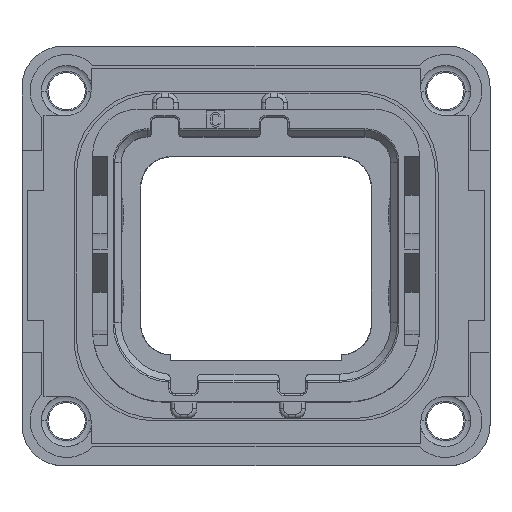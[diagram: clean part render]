
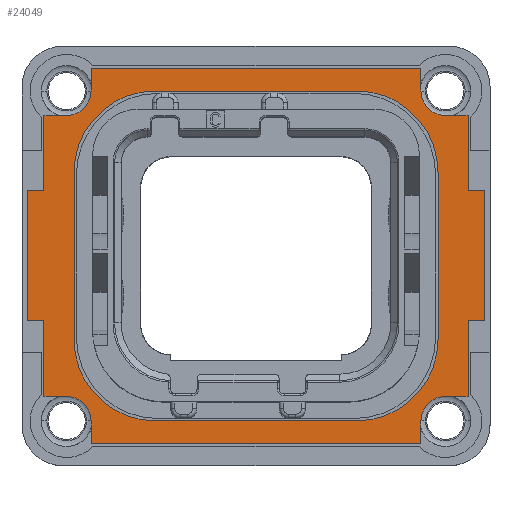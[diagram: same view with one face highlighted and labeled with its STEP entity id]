
A CAD part, top view. The second image highlights one B-rep face of the part: STEP entity #24049.
In plain terms, the highlighted planar face has unit normal (0, 0, 1).
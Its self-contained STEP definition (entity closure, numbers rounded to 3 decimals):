
#1115=DIRECTION('',(0.,-1.,0.));
#1116=VECTOR('',#1115,4.65);
#1117=CARTESIAN_POINT('',(-13.05,-4.,2.31));
#1118=LINE('',#1117,#1116);
#1119=DIRECTION('',(1.,0.,0.));
#1120=VECTOR('',#1119,1.);
#1121=CARTESIAN_POINT('',(-14.05,-4.,2.31));
#1122=LINE('',#1121,#1120);
#1123=DIRECTION('',(0.,-1.,0.));
#1124=VECTOR('',#1123,8.);
#1125=CARTESIAN_POINT('',(-14.05,4.,2.31));
#1126=LINE('',#1125,#1124);
#1127=DIRECTION('',(-1.,0.,0.));
#1128=VECTOR('',#1127,1.);
#1129=CARTESIAN_POINT('',(-13.05,4.,2.31));
#1130=LINE('',#1129,#1128);
#1131=DIRECTION('',(0.,-1.,0.));
#1132=VECTOR('',#1131,4.65);
#1133=CARTESIAN_POINT('',(-13.05,8.65,2.31));
#1134=LINE('',#1133,#1132);
#1135=DIRECTION('',(1.,0.,0.));
#1136=VECTOR('',#1135,1.4);
#1137=CARTESIAN_POINT('',(-13.05,8.65,2.31));
#1138=LINE('',#1137,#1136);
#1139=CARTESIAN_POINT('',(-11.65,10.15,2.31));
#1140=DIRECTION('',(0.,0.,1.));
#1141=DIRECTION('',(0.,-1.,0.));
#1142=AXIS2_PLACEMENT_3D('',#1139,#1140,#1141);
#1144=DIRECTION('',(0.,-1.,0.));
#1145=VECTOR('',#1144,1.4);
#1146=CARTESIAN_POINT('',(-10.15,11.55,2.31));
#1147=LINE('',#1146,#1145);
#1148=DIRECTION('',(-1.,0.,0.));
#1149=VECTOR('',#1148,20.3);
#1150=CARTESIAN_POINT('',(10.15,11.55,2.31));
#1151=LINE('',#1150,#1149);
#1152=DIRECTION('',(0.,-1.,0.));
#1153=VECTOR('',#1152,1.4);
#1154=CARTESIAN_POINT('',(10.15,11.55,2.31));
#1155=LINE('',#1154,#1153);
#1156=CARTESIAN_POINT('',(11.65,10.15,2.31));
#1157=DIRECTION('',(0.,0.,1.));
#1158=DIRECTION('',(-1.,0.,0.));
#1159=AXIS2_PLACEMENT_3D('',#1156,#1157,#1158);
#1161=DIRECTION('',(-1.,0.,0.));
#1162=VECTOR('',#1161,1.4);
#1163=CARTESIAN_POINT('',(13.05,8.65,2.31));
#1164=LINE('',#1163,#1162);
#1165=DIRECTION('',(0.,1.,0.));
#1166=VECTOR('',#1165,4.65);
#1167=CARTESIAN_POINT('',(13.05,4.,2.31));
#1168=LINE('',#1167,#1166);
#1169=DIRECTION('',(-1.,0.,0.));
#1170=VECTOR('',#1169,1.);
#1171=CARTESIAN_POINT('',(14.05,4.,2.31));
#1172=LINE('',#1171,#1170);
#1173=DIRECTION('',(0.,1.,0.));
#1174=VECTOR('',#1173,8.);
#1175=CARTESIAN_POINT('',(14.05,-4.,2.31));
#1176=LINE('',#1175,#1174);
#1177=DIRECTION('',(1.,0.,0.));
#1178=VECTOR('',#1177,1.);
#1179=CARTESIAN_POINT('',(13.05,-4.,2.31));
#1180=LINE('',#1179,#1178);
#1181=DIRECTION('',(0.,1.,0.));
#1182=VECTOR('',#1181,4.65);
#1183=CARTESIAN_POINT('',(13.05,-8.65,2.31));
#1184=LINE('',#1183,#1182);
#1185=DIRECTION('',(-1.,0.,0.));
#1186=VECTOR('',#1185,1.4);
#1187=CARTESIAN_POINT('',(13.05,-8.65,2.31));
#1188=LINE('',#1187,#1186);
#1189=CARTESIAN_POINT('',(11.65,-10.15,2.31));
#1190=DIRECTION('',(0.,0.,1.));
#1191=DIRECTION('',(0.,1.,0.));
#1192=AXIS2_PLACEMENT_3D('',#1189,#1190,#1191);
#1194=DIRECTION('',(0.,1.,0.));
#1195=VECTOR('',#1194,1.4);
#1196=CARTESIAN_POINT('',(10.15,-11.55,2.31));
#1197=LINE('',#1196,#1195);
#1198=DIRECTION('',(1.,0.,0.));
#1199=VECTOR('',#1198,20.3);
#1200=CARTESIAN_POINT('',(-10.15,-11.55,2.31));
#1201=LINE('',#1200,#1199);
#1202=DIRECTION('',(0.,1.,0.));
#1203=VECTOR('',#1202,1.4);
#1204=CARTESIAN_POINT('',(-10.15,-11.55,2.31));
#1205=LINE('',#1204,#1203);
#1206=CARTESIAN_POINT('',(-11.65,-10.15,2.31));
#1207=DIRECTION('',(0.,0.,1.));
#1208=DIRECTION('',(1.,0.,0.));
#1209=AXIS2_PLACEMENT_3D('',#1206,#1207,#1208);
#1211=DIRECTION('',(1.,0.,0.));
#1212=VECTOR('',#1211,1.4);
#1213=CARTESIAN_POINT('',(-13.05,-8.65,2.31));
#1214=LINE('',#1213,#1212);
#1215=DIRECTION('',(0.,-1.,0.));
#1216=VECTOR('',#1215,10.3);
#1217=CARTESIAN_POINT('',(11.2,5.15,2.31));
#1218=LINE('',#1217,#1216);
#1219=DIRECTION('',(1.,0.,0.));
#1220=VECTOR('',#1219,12.4);
#1221=CARTESIAN_POINT('',(-6.2,10.15,2.31));
#1222=LINE('',#1221,#1220);
#1223=DIRECTION('',(0.,1.,0.));
#1224=VECTOR('',#1223,10.3);
#1225=CARTESIAN_POINT('',(-11.2,-5.15,2.31));
#1226=LINE('',#1225,#1224);
#1227=DIRECTION('',(-1.,0.,0.));
#1228=VECTOR('',#1227,12.4);
#1229=CARTESIAN_POINT('',(6.2,-10.15,2.31));
#1230=LINE('',#1229,#1228);
#1335=CARTESIAN_POINT('',(-6.2,-5.15,2.31));
#1336=DIRECTION('',(0.,0.,-1.));
#1337=DIRECTION('',(0.,-1.,0.));
#1338=AXIS2_PLACEMENT_3D('',#1335,#1336,#1337);
#1348=CARTESIAN_POINT('',(6.2,-5.15,2.31));
#1349=DIRECTION('',(0.,0.,-1.));
#1350=DIRECTION('',(1.,0.,0.));
#1351=AXIS2_PLACEMENT_3D('',#1348,#1349,#1350);
#1353=CARTESIAN_POINT('',(-6.2,5.15,2.31));
#1354=DIRECTION('',(0.,0.,-1.));
#1355=DIRECTION('',(-1.,0.,0.));
#1356=AXIS2_PLACEMENT_3D('',#1353,#1354,#1355);
#1366=CARTESIAN_POINT('',(6.2,5.15,2.31));
#1367=DIRECTION('',(0.,0.,-1.));
#1368=DIRECTION('',(0.,1.,0.));
#1369=AXIS2_PLACEMENT_3D('',#1366,#1367,#1368);
#21913=CARTESIAN_POINT('',(-11.2,-5.15,2.31));
#21914=CARTESIAN_POINT('',(-11.2,5.15,2.31));
#21915=VERTEX_POINT('',#21913);
#21916=VERTEX_POINT('',#21914);
#21917=CARTESIAN_POINT('',(-6.2,10.15,2.31));
#21918=CARTESIAN_POINT('',(6.2,10.15,2.31));
#21919=VERTEX_POINT('',#21917);
#21920=VERTEX_POINT('',#21918);
#21921=CARTESIAN_POINT('',(11.2,5.15,2.31));
#21922=CARTESIAN_POINT('',(11.2,-5.15,2.31));
#21923=VERTEX_POINT('',#21921);
#21924=VERTEX_POINT('',#21922);
#21925=CARTESIAN_POINT('',(6.2,-10.15,2.31));
#21926=CARTESIAN_POINT('',(-6.2,-10.15,2.31));
#21927=VERTEX_POINT('',#21925);
#21928=VERTEX_POINT('',#21926);
#21945=CARTESIAN_POINT('',(10.15,10.15,2.31));
#21946=CARTESIAN_POINT('',(11.65,8.65,2.31));
#21947=VERTEX_POINT('',#21945);
#21948=VERTEX_POINT('',#21946);
#21949=CARTESIAN_POINT('',(13.05,8.65,2.31));
#21950=VERTEX_POINT('',#21949);
#21951=CARTESIAN_POINT('',(10.15,11.55,2.31));
#21952=VERTEX_POINT('',#21951);
#21953=CARTESIAN_POINT('',(11.65,-8.65,2.31));
#21954=CARTESIAN_POINT('',(10.15,-10.15,2.31));
#21955=VERTEX_POINT('',#21953);
#21956=VERTEX_POINT('',#21954);
#21957=CARTESIAN_POINT('',(10.15,-11.55,2.31));
#21958=VERTEX_POINT('',#21957);
#21959=CARTESIAN_POINT('',(13.05,-8.65,2.31));
#21960=VERTEX_POINT('',#21959);
#21961=CARTESIAN_POINT('',(-10.15,-10.15,2.31));
#21962=CARTESIAN_POINT('',(-11.65,-8.65,2.31));
#21963=VERTEX_POINT('',#21961);
#21964=VERTEX_POINT('',#21962);
#21965=CARTESIAN_POINT('',(-13.05,-8.65,2.31));
#21966=VERTEX_POINT('',#21965);
#21967=CARTESIAN_POINT('',(-10.15,-11.55,2.31));
#21968=VERTEX_POINT('',#21967);
#21969=CARTESIAN_POINT('',(-10.15,11.55,2.31));
#21970=CARTESIAN_POINT('',(-10.15,10.15,2.31));
#21971=VERTEX_POINT('',#21969);
#21972=VERTEX_POINT('',#21970);
#21973=CARTESIAN_POINT('',(-13.05,8.65,2.31));
#21974=CARTESIAN_POINT('',(-11.65,8.65,2.31));
#21975=VERTEX_POINT('',#21973);
#21976=VERTEX_POINT('',#21974);
#21977=CARTESIAN_POINT('',(14.05,-4.,2.31));
#21978=CARTESIAN_POINT('',(14.05,4.,2.31));
#21979=VERTEX_POINT('',#21977);
#21980=VERTEX_POINT('',#21978);
#21981=CARTESIAN_POINT('',(-14.05,4.,2.31));
#21982=CARTESIAN_POINT('',(-14.05,-4.,2.31));
#21983=VERTEX_POINT('',#21981);
#21984=VERTEX_POINT('',#21982);
#21985=CARTESIAN_POINT('',(13.05,-4.,2.31));
#21986=VERTEX_POINT('',#21985);
#21987=CARTESIAN_POINT('',(13.05,4.,2.31));
#21988=VERTEX_POINT('',#21987);
#21989=CARTESIAN_POINT('',(-13.05,4.,2.31));
#21990=VERTEX_POINT('',#21989);
#21991=CARTESIAN_POINT('',(-13.05,-4.,2.31));
#21992=VERTEX_POINT('',#21991);
#23996=CARTESIAN_POINT('',(0.,0.,2.31));
#23997=DIRECTION('',(0.,0.,1.));
#23998=DIRECTION('',(1.,0.,0.));
#23999=AXIS2_PLACEMENT_3D('',#23996,#23997,#23998);
#24000=PLANE('',#23999);
#24001=ORIENTED_EDGE('',*,*,#23620,.F.);
#24002=ORIENTED_EDGE('',*,*,#23634,.F.);
#24003=ORIENTED_EDGE('',*,*,#23648,.F.);
#24004=ORIENTED_EDGE('',*,*,#23662,.F.);
#24005=ORIENTED_EDGE('',*,*,#23676,.F.);
#24006=ORIENTED_EDGE('',*,*,#23692,.T.);
#24008=ORIENTED_EDGE('',*,*,#24007,.T.);
#24009=ORIENTED_EDGE('',*,*,#23751,.F.);
#24010=ORIENTED_EDGE('',*,*,#23767,.F.);
#24011=ORIENTED_EDGE('',*,*,#23783,.T.);
#24013=ORIENTED_EDGE('',*,*,#24012,.T.);
#24014=ORIENTED_EDGE('',*,*,#23842,.F.);
#24015=ORIENTED_EDGE('',*,*,#23858,.F.);
#24016=ORIENTED_EDGE('',*,*,#23872,.F.);
#24017=ORIENTED_EDGE('',*,*,#23886,.F.);
#24018=ORIENTED_EDGE('',*,*,#23900,.F.);
#24019=ORIENTED_EDGE('',*,*,#23914,.F.);
#24020=ORIENTED_EDGE('',*,*,#23930,.T.);
#24022=ORIENTED_EDGE('',*,*,#24021,.T.);
#24023=ORIENTED_EDGE('',*,*,#23988,.F.);
#24024=ORIENTED_EDGE('',*,*,#23528,.F.);
#24025=ORIENTED_EDGE('',*,*,#23545,.T.);
#24027=ORIENTED_EDGE('',*,*,#24026,.T.);
#24028=ORIENTED_EDGE('',*,*,#23604,.F.);
#24029=EDGE_LOOP('',(#24001,#24002,#24003,#24004,#24005,#24006,#24008,#24009,
#24010,#24011,#24013,#24014,#24015,#24016,#24017,#24018,#24019,#24020,#24022,
#24023,#24024,#24025,#24027,#24028));
#24030=FACE_OUTER_BOUND('',#24029,.F.);
#24032=ORIENTED_EDGE('',*,*,#24031,.F.);
#24034=ORIENTED_EDGE('',*,*,#24033,.F.);
#24036=ORIENTED_EDGE('',*,*,#24035,.F.);
#24038=ORIENTED_EDGE('',*,*,#24037,.F.);
#24040=ORIENTED_EDGE('',*,*,#24039,.F.);
#24042=ORIENTED_EDGE('',*,*,#24041,.F.);
#24044=ORIENTED_EDGE('',*,*,#24043,.F.);
#24046=ORIENTED_EDGE('',*,*,#24045,.F.);
#24047=EDGE_LOOP('',(#24032,#24034,#24036,#24038,#24040,#24042,#24044,#24046));
#24048=FACE_BOUND('',#24047,.F.);
#24049=ADVANCED_FACE('',(#24030,#24048),#24000,.T.);
#1143=CIRCLE('',#1142,1.5);
#1160=CIRCLE('',#1159,1.5);
#1193=CIRCLE('',#1192,1.5);
#1210=CIRCLE('',#1209,1.5);
#1339=CIRCLE('',#1338,5.);
#1352=CIRCLE('',#1351,5.);
#1357=CIRCLE('',#1356,5.);
#1370=CIRCLE('',#1369,5.);
#23528=EDGE_CURVE('',#21968,#21958,#1201,.T.);
#23545=EDGE_CURVE('',#21968,#21963,#1205,.T.);
#23604=EDGE_CURVE('',#21966,#21964,#1214,.T.);
#23620=EDGE_CURVE('',#21992,#21966,#1118,.T.);
#23634=EDGE_CURVE('',#21984,#21992,#1122,.T.);
#23648=EDGE_CURVE('',#21983,#21984,#1126,.T.);
#23662=EDGE_CURVE('',#21990,#21983,#1130,.T.);
#23676=EDGE_CURVE('',#21975,#21990,#1134,.T.);
#23692=EDGE_CURVE('',#21975,#21976,#1138,.T.);
#23751=EDGE_CURVE('',#21971,#21972,#1147,.T.);
#23767=EDGE_CURVE('',#21952,#21971,#1151,.T.);
#23783=EDGE_CURVE('',#21952,#21947,#1155,.T.);
#23842=EDGE_CURVE('',#21950,#21948,#1164,.T.);
#23858=EDGE_CURVE('',#21988,#21950,#1168,.T.);
#23872=EDGE_CURVE('',#21980,#21988,#1172,.T.);
#23886=EDGE_CURVE('',#21979,#21980,#1176,.T.);
#23900=EDGE_CURVE('',#21986,#21979,#1180,.T.);
#23914=EDGE_CURVE('',#21960,#21986,#1184,.T.);
#23930=EDGE_CURVE('',#21960,#21955,#1188,.T.);
#23988=EDGE_CURVE('',#21958,#21956,#1197,.T.);
#24007=EDGE_CURVE('',#21976,#21972,#1143,.T.);
#24012=EDGE_CURVE('',#21947,#21948,#1160,.T.);
#24021=EDGE_CURVE('',#21955,#21956,#1193,.T.);
#24026=EDGE_CURVE('',#21963,#21964,#1210,.T.);
#24031=EDGE_CURVE('',#21923,#21924,#1218,.T.);
#24033=EDGE_CURVE('',#21920,#21923,#1370,.T.);
#24035=EDGE_CURVE('',#21919,#21920,#1222,.T.);
#24037=EDGE_CURVE('',#21916,#21919,#1357,.T.);
#24039=EDGE_CURVE('',#21915,#21916,#1226,.T.);
#24041=EDGE_CURVE('',#21928,#21915,#1339,.T.);
#24043=EDGE_CURVE('',#21927,#21928,#1230,.T.);
#24045=EDGE_CURVE('',#21924,#21927,#1352,.T.);
